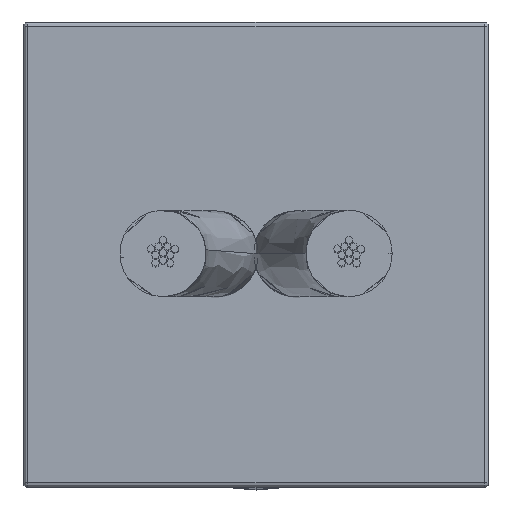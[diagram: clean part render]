
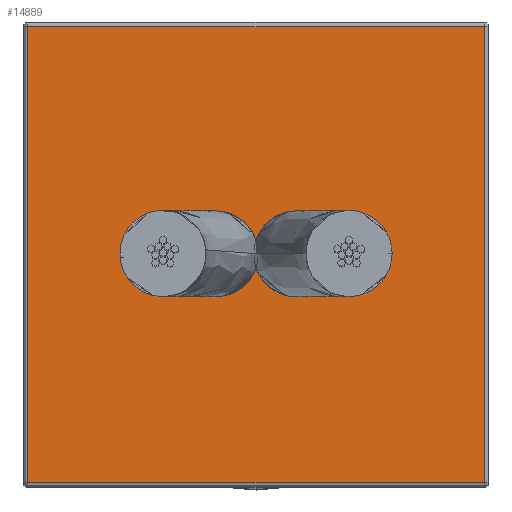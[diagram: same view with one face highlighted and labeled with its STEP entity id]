
A CAD part, top view. The second image highlights one B-rep face of the part: STEP entity #14889.
In plain terms, the highlighted face is planar.
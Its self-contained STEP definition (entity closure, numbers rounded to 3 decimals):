
#275 = CARTESIAN_POINT ( 'NONE',  ( -5., -4.9, 4.9 ) ) ;
#661 = VECTOR ( 'NONE', #8413, 1000. ) ;
#2909 = LINE ( 'NONE', #5849, #21895 ) ;
#3519 = LINE ( 'NONE', #28229, #25952 ) ;
#5078 = EDGE_CURVE ( 'NONE', #15777, #12106, #3519, .T. ) ;
#5849 = CARTESIAN_POINT ( 'NONE',  ( -5., 4.9, 0. ) ) ;
#6185 = CARTESIAN_POINT ( 'NONE',  ( -5., -4.9, -4.9 ) ) ;
#6489 = ORIENTED_EDGE ( 'NONE', *, *, #5078, .T. ) ;
#6530 = CARTESIAN_POINT ( 'NONE',  ( -5., 4.9, -4.9 ) ) ;
#7732 = ORIENTED_EDGE ( 'NONE', *, *, #11260, .T. ) ;
#8007 = LINE ( 'NONE', #15983, #661 ) ;
#8299 = VECTOR ( 'NONE', #28538, 1000. ) ;
#8413 = DIRECTION ( 'NONE',  ( 0., -1., 0. ) ) ;
#8619 = ORIENTED_EDGE ( 'NONE', *, *, #20893, .T. ) ;
#8651 = CARTESIAN_POINT ( 'NONE',  ( -5., 0., 0. ) ) ;
#9604 = VERTEX_POINT ( 'NONE', #6530 ) ;
#11260 = EDGE_CURVE ( 'NONE', #9604, #15777, #8007, .T. ) ;
#11312 = CARTESIAN_POINT ( 'NONE',  ( -5., 0., 4.9 ) ) ;
#12106 = VERTEX_POINT ( 'NONE', #275 ) ;
#13022 = FACE_OUTER_BOUND ( 'NONE', #31805, .T. ) ;
#14889 = ADVANCED_FACE ( 'NONE', ( #13022 ), #24050, .F. ) ;
#15777 = VERTEX_POINT ( 'NONE', #6185 ) ;
#15983 = CARTESIAN_POINT ( 'NONE',  ( -5., 0., -4.9 ) ) ;
#16435 = LINE ( 'NONE', #11312, #8299 ) ;
#16778 = AXIS2_PLACEMENT_3D ( 'NONE', #8651, #18297, #31308 ) ;
#18297 = DIRECTION ( 'NONE',  ( 1., 0., 0. ) ) ;
#20893 = EDGE_CURVE ( 'NONE', #12106, #22763, #16435, .T. ) ;
#21895 = VECTOR ( 'NONE', #29813, 1000. ) ;
#22740 = EDGE_CURVE ( 'NONE', #22763, #9604, #2909, .T. ) ;
#22763 = VERTEX_POINT ( 'NONE', #23188 ) ;
#23188 = CARTESIAN_POINT ( 'NONE',  ( -5., 4.9, 4.9 ) ) ;
#24050 = PLANE ( 'NONE',  #16778 ) ;
#25952 = VECTOR ( 'NONE', #26191, 1000. ) ;
#26191 = DIRECTION ( 'NONE',  ( 0., 0., 1. ) ) ;
#27606 = ORIENTED_EDGE ( 'NONE', *, *, #22740, .T. ) ;
#28229 = CARTESIAN_POINT ( 'NONE',  ( -5., -4.9, 0. ) ) ;
#28538 = DIRECTION ( 'NONE',  ( 0., 1., 0. ) ) ;
#29813 = DIRECTION ( 'NONE',  ( 0., 0., -1. ) ) ;
#31308 = DIRECTION ( 'NONE',  ( 0., 0., -1. ) ) ;
#31805 = EDGE_LOOP ( 'NONE', ( #6489, #8619, #27606, #7732 ) ) ;
